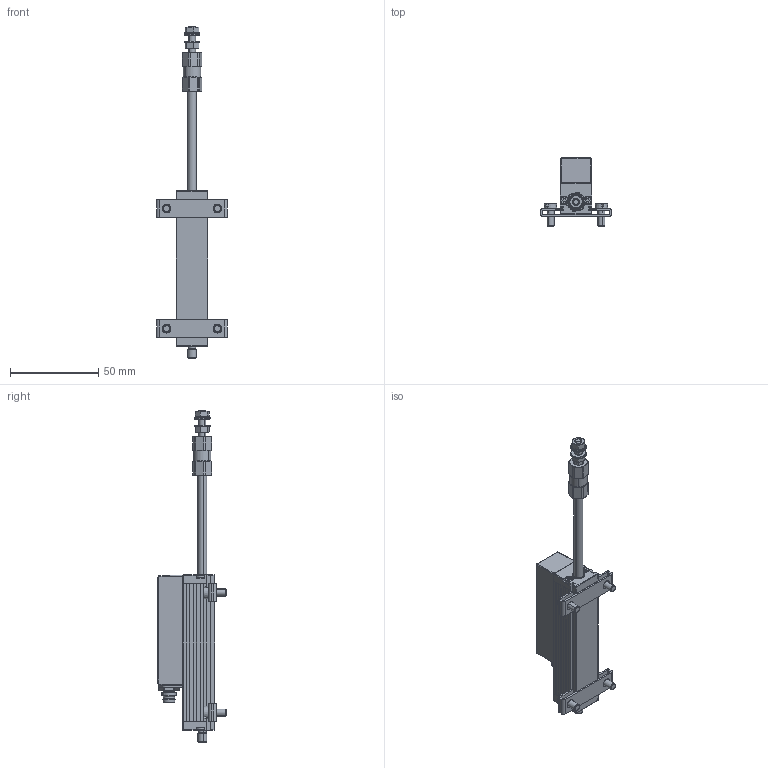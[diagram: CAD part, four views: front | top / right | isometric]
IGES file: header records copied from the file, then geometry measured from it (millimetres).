
Start section: SolidWorks IGES file using analytic representation for surfaces
Global section: file name: LS1-0050-001-plug-extend.igs; native system: SolidWorks 2011; preprocessor: SolidWorks 2011; author: Thiel; date: 120615.082445; units: millimetre
Bounding box: 40.19 x 38.78 x 188 mm (x, y, z)
Surface area: 20243.4 mm2 (no closed solid volume)
Topology: 0 solids, 0 shells, 666 faces, 8666 edges, 8656 vertices
Faces by surface type: revolution 337, bspline 329
